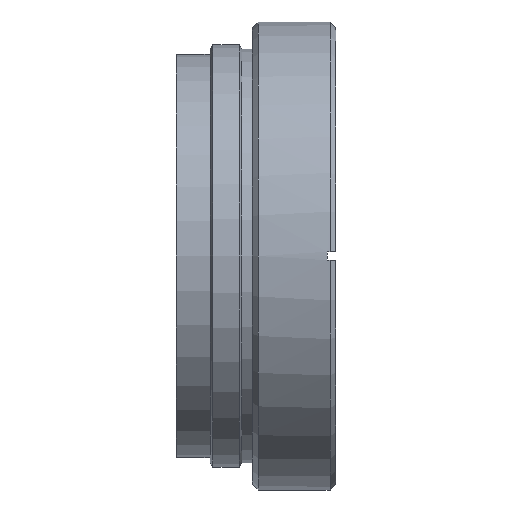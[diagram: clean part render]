
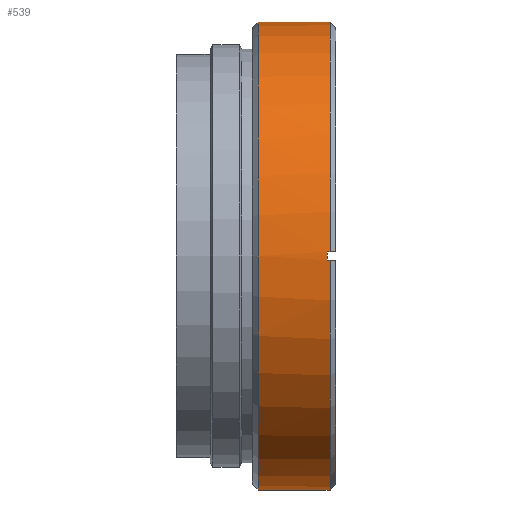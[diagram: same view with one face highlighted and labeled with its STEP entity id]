
A CAD part, left-side view. The second image highlights one B-rep face of the part: STEP entity #539.
In plain terms, the highlighted cylindrical face has radius 21.082 mm (diameter 42.164 mm), a full revolution.
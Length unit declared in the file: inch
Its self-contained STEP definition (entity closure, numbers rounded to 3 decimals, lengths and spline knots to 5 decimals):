
#79=CARTESIAN_POINT('',(-0.82986,0.02,-0.015));
#80=VERTEX_POINT('',#79);
#81=CARTESIAN_POINT('',(-0.82986,0.03,-0.015));
#82=VERTEX_POINT('',#81);
#83=CARTESIAN_POINT('',(-0.82986,0.02,-0.015));
#84=DIRECTION('',(0.0,1.0,0.0));
#85=VECTOR('',#84,0.01);
#86=LINE('',#83,#85);
#87=EDGE_CURVE('',#80,#82,#86,.T.);
#135=CARTESIAN_POINT('',(0.82986,0.03,-0.015));
#136=VERTEX_POINT('',#135);
#137=CARTESIAN_POINT('',(0.82986,0.02,-0.015));
#138=VERTEX_POINT('',#137);
#139=CARTESIAN_POINT('',(0.82986,0.03,-0.015));
#140=DIRECTION('',(0.0,-1.0,0.0));
#141=VECTOR('',#140,0.01);
#142=LINE('',#139,#141);
#143=EDGE_CURVE('',#136,#138,#142,.T.);
#191=CARTESIAN_POINT('',(-0.82986,0.03,0.015));
#192=VERTEX_POINT('',#191);
#193=CARTESIAN_POINT('',(0.0,0.03,0.0));
#194=DIRECTION('',(0.0,1.0,0.0));
#195=DIRECTION('',(-1.0,0.0,0.0));
#196=AXIS2_PLACEMENT_3D('',#193,#194,#195);
#197=CIRCLE('',#196,0.83);
#198=EDGE_CURVE('',#82,#192,#197,.T.);
#224=CARTESIAN_POINT('',(-0.82986,0.02,0.015));
#225=VERTEX_POINT('',#224);
#226=CARTESIAN_POINT('',(-0.82986,0.03,0.015));
#227=DIRECTION('',(0.0,-1.0,0.0));
#228=VECTOR('',#227,0.01);
#229=LINE('',#226,#228);
#230=EDGE_CURVE('',#192,#225,#229,.T.);
#271=CARTESIAN_POINT('',(0.82986,0.02,0.015));
#272=VERTEX_POINT('',#271);
#273=CARTESIAN_POINT('',(0.82986,0.03,0.015));
#274=VERTEX_POINT('',#273);
#275=CARTESIAN_POINT('',(0.82986,0.02,0.015));
#276=DIRECTION('',(0.0,1.0,0.0));
#277=VECTOR('',#276,0.01);
#278=LINE('',#275,#277);
#279=EDGE_CURVE('',#272,#274,#278,.T.);
#327=CARTESIAN_POINT('',(0.0,0.03,0.0));
#328=DIRECTION('',(0.0,1.0,0.0));
#329=DIRECTION('',(-1.0,0.0,0.0));
#330=AXIS2_PLACEMENT_3D('',#327,#328,#329);
#331=CIRCLE('',#330,0.83);
#332=EDGE_CURVE('',#274,#136,#331,.T.);
#352=CARTESIAN_POINT('',(0.0,0.02,0.0));
#353=DIRECTION('',(0.0,-1.0,0.0));
#354=DIRECTION('',(1.0,0.0,0.0));
#355=AXIS2_PLACEMENT_3D('',#352,#353,#354);
#356=CIRCLE('',#355,0.83);
#357=EDGE_CURVE('',#272,#225,#356,.T.);
#384=CARTESIAN_POINT('',(0.0,0.02,0.0));
#385=DIRECTION('',(0.0,-1.0,0.0));
#386=DIRECTION('',(1.0,0.0,0.0));
#387=AXIS2_PLACEMENT_3D('',#384,#385,#386);
#388=CIRCLE('',#387,0.83);
#389=EDGE_CURVE('',#80,#138,#388,.T.);
#498=CARTESIAN_POINT('',(-0.83,0.27528,0.));
#499=VERTEX_POINT('',#498);
#500=CARTESIAN_POINT('',(0.0,0.27528,0.0));
#501=DIRECTION('',(0.0,1.0,0.0));
#502=DIRECTION('',(1.0,0.0,0.0));
#503=AXIS2_PLACEMENT_3D('',#500,#501,#502);
#504=CIRCLE('',#503,0.83);
#505=EDGE_CURVE('',#499,#499,#504,.T.);
#521=CARTESIAN_POINT('',(0.0,0.14764,0.0));
#522=DIRECTION('',(0.0,1.0,0.0));
#523=DIRECTION('',(-1.0,0.0,0.0));
#524=AXIS2_PLACEMENT_3D('',#521,#522,#523);
#525=CYLINDRICAL_SURFACE('',#524,0.83);
#526=ORIENTED_EDGE('',*,*,#143,.T.);
#527=ORIENTED_EDGE('',*,*,#389,.F.);
#528=ORIENTED_EDGE('',*,*,#87,.T.);
#529=ORIENTED_EDGE('',*,*,#198,.T.);
#530=ORIENTED_EDGE('',*,*,#230,.T.);
#531=ORIENTED_EDGE('',*,*,#357,.F.);
#532=ORIENTED_EDGE('',*,*,#279,.T.);
#533=ORIENTED_EDGE('',*,*,#332,.T.);
#534=EDGE_LOOP('',(#526,#527,#528,#529,#530,#531,#532,#533));
#535=FACE_OUTER_BOUND('',#534,.T.);
#536=ORIENTED_EDGE('',*,*,#505,.F.);
#537=EDGE_LOOP('',(#536));
#538=FACE_BOUND('',#537,.T.);
#539=ADVANCED_FACE('',(#535,#538),#525,.T.);
